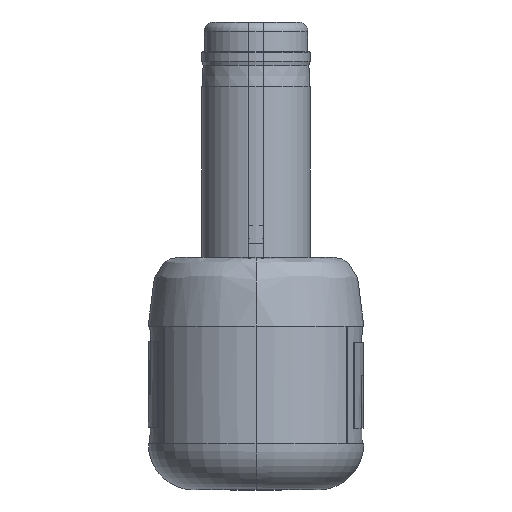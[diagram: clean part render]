
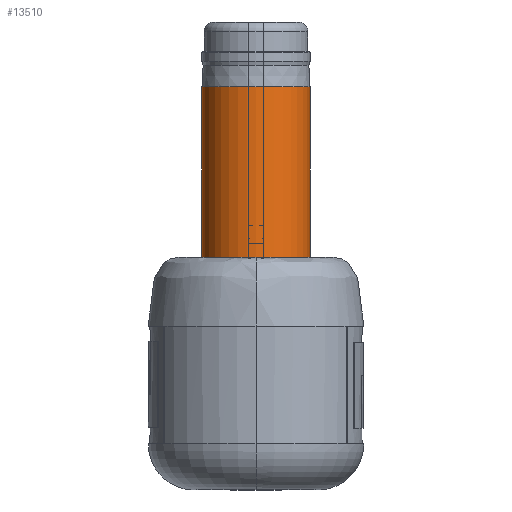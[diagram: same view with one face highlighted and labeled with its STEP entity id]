
A CAD part, left-side view. The second image highlights one B-rep face of the part: STEP entity #13510.
In plain terms, the highlighted cylindrical face has radius 2.755 mm (diameter 5.51 mm), a partial arc.
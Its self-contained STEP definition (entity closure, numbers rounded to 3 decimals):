
#581 = ORIENTED_EDGE ( 'NONE', *, *, #22282, .T. ) ;
#967 = VERTEX_POINT ( 'NONE', #7004 ) ;
#1119 = CIRCLE ( 'NONE', #16450, 2.755 ) ;
#1230 = ORIENTED_EDGE ( 'NONE', *, *, #4134, .T. ) ;
#2903 = DIRECTION ( 'NONE',  ( -1., 0., 0. ) ) ;
#3448 = VERTEX_POINT ( 'NONE', #22746 ) ;
#4134 = EDGE_CURVE ( 'NONE', #19303, #13897, #22154, .T. ) ;
#4559 = DIRECTION ( 'NONE',  ( 0., 0., 1. ) ) ;
#5433 = VECTOR ( 'NONE', #25810, 1000. ) ;
#5453 = AXIS2_PLACEMENT_3D ( 'NONE', #8104, #19594, #24406 ) ;
#5984 = ORIENTED_EDGE ( 'NONE', *, *, #24839, .F. ) ;
#6404 = FACE_OUTER_BOUND ( 'NONE', #15391, .T. ) ;
#6869 = CARTESIAN_POINT ( 'NONE',  ( 13.9, 0., -2.755 ) ) ;
#7003 = DIRECTION ( 'NONE',  ( -1., 0., 0. ) ) ;
#7004 = CARTESIAN_POINT ( 'NONE',  ( 2.8, 0., 2.755 ) ) ;
#8104 = CARTESIAN_POINT ( 'NONE',  ( 2.8, 0., 0. ) ) ;
#8190 = DIRECTION ( 'NONE',  ( 0., 0., 1. ) ) ;
#9893 = CARTESIAN_POINT ( 'NONE',  ( 2.8, 0., -2.755 ) ) ;
#10730 = DIRECTION ( 'NONE',  ( -1., 0., 0. ) ) ;
#11633 = LINE ( 'NONE', #27934, #5433 ) ;
#13510 = ADVANCED_FACE ( 'NONE', ( #6404 ), #15844, .T. ) ;
#13897 = VERTEX_POINT ( 'NONE', #9893 ) ;
#15391 = EDGE_LOOP ( 'NONE', ( #581, #1230, #28470, #5984 ) ) ;
#15844 = CYLINDRICAL_SURFACE ( 'NONE', #21123, 2.755 ) ;
#16450 = AXIS2_PLACEMENT_3D ( 'NONE', #18586, #7003, #4559 ) ;
#16677 = VECTOR ( 'NONE', #2903, 1000. ) ;
#16861 = CARTESIAN_POINT ( 'NONE',  ( 14.5, 0., -2.755 ) ) ;
#17324 = CARTESIAN_POINT ( 'NONE',  ( 14.5, 0., 0. ) ) ;
#18586 = CARTESIAN_POINT ( 'NONE',  ( 13.9, 0., 0. ) ) ;
#19036 = EDGE_CURVE ( 'NONE', #967, #13897, #27620, .T. ) ;
#19303 = VERTEX_POINT ( 'NONE', #6869 ) ;
#19594 = DIRECTION ( 'NONE',  ( -1., 0., 0. ) ) ;
#21123 = AXIS2_PLACEMENT_3D ( 'NONE', #17324, #10730, #8190 ) ;
#22154 = LINE ( 'NONE', #16861, #16677 ) ;
#22282 = EDGE_CURVE ( 'NONE', #3448, #19303, #1119, .T. ) ;
#22746 = CARTESIAN_POINT ( 'NONE',  ( 13.9, 0., 2.755 ) ) ;
#24406 = DIRECTION ( 'NONE',  ( 0., 0., 1. ) ) ;
#24839 = EDGE_CURVE ( 'NONE', #3448, #967, #11633, .T. ) ;
#25810 = DIRECTION ( 'NONE',  ( -1., 0., 0. ) ) ;
#27620 = CIRCLE ( 'NONE', #5453, 2.755 ) ;
#27934 = CARTESIAN_POINT ( 'NONE',  ( 14.5, 0., 2.755 ) ) ;
#28470 = ORIENTED_EDGE ( 'NONE', *, *, #19036, .F. ) ;
